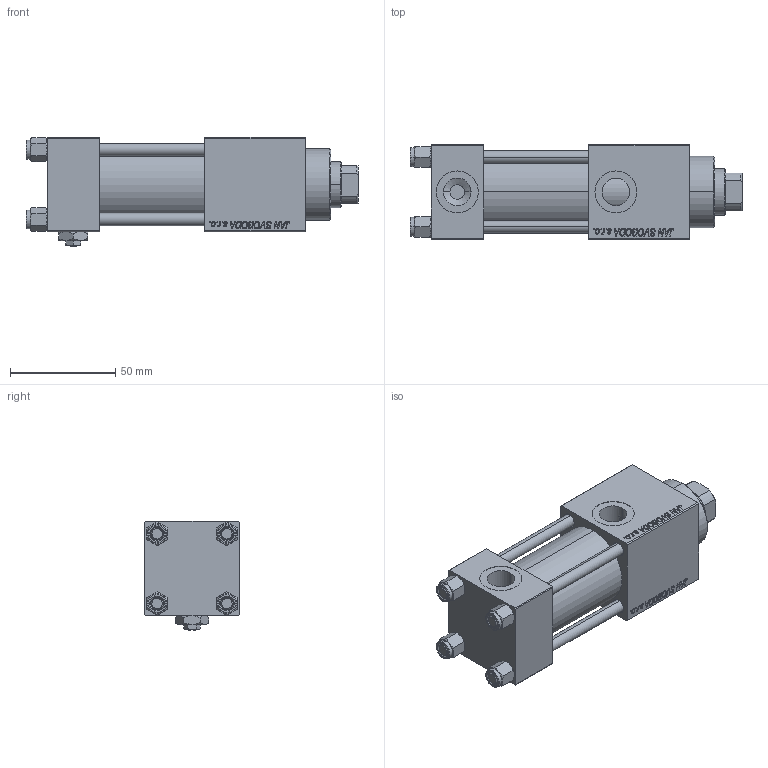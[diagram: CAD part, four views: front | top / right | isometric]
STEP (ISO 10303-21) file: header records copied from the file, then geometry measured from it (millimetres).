
FILE_DESCRIPTION (( 'STEP AP203' ), '1' );
FILE_NAME ('5f90.STEP', '2022-04-15T01:35:47', ( '' ), ( '' ), 'SwSTEP 2.0', 'SolidWorks 2019', '' );
FILE_SCHEMA (( 'CONFIG_CONTROL_DESIGN' ));
Length unit declared in the file: millimetre
Products named in the file (7): V215CR_C_Body 5ac5585d34cf6d65f08865e2b2adf4c3; V215CR_VCP_C 5ac5585d34cf6d65f08865e2b2adf4c3; V215_VC_A 5ac5585d34cf6d65f08865e2b2adf4c3; 5f90; NUT_M5_C 5ac5585d34cf6d65f08865e2b2adf4c3; V215CR_C_TYCINKA 5ac5585d34cf6d65f08865e2b2adf4c3; Zatka_pro_OIL_PORT 5ac5585d34cf6d65f08865e2b2adf4c3
Assembly tree (12 placements, depth 2):
  5f90
    V215CR_C_Body 5ac5585d34cf6d65f08865e2b2adf4c3
    V215CR_VCP_C 5ac5585d34cf6d65f08865e2b2adf4c3
    NUT_M5_C 5ac5585d34cf6d65f08865e2b2adf4c3  x4
    V215CR_C_TYCINKA 5ac5585d34cf6d65f08865e2b2adf4c3  x4
    V215_VC_A 5ac5585d34cf6d65f08865e2b2adf4c3
    Zatka_pro_OIL_PORT 5ac5585d34cf6d65f08865e2b2adf4c3
Bounding box: 158 x 45 x 52 mm (x, y, z)
Volume: 208843 mm3; surface area: 72648.5 mm2
Topology: 12 solids, 12 shells, 1206 faces, 3006 edges, 1943 vertices
Faces by surface type: plane 550, bspline 392, cone 158, cylinder 98, torus 8
Entity records: 52061 total; most frequent: CARTESIAN_POINT 27625, ORIENTED_EDGE 5504, DIRECTION 3542, EDGE_CURVE 2752, VERTEX_POINT 1799, LINE 1638, VECTOR 1638, EDGE_LOOP 1219
